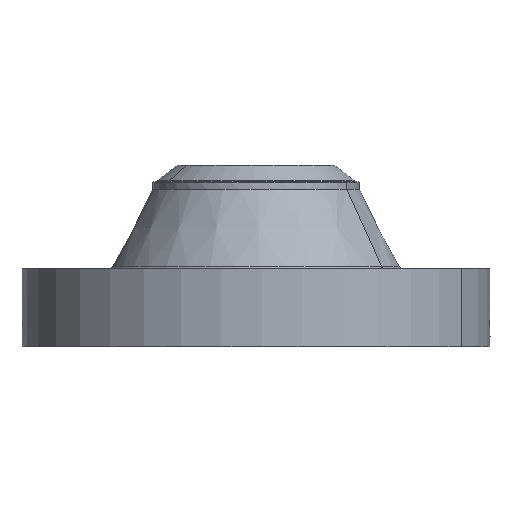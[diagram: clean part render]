
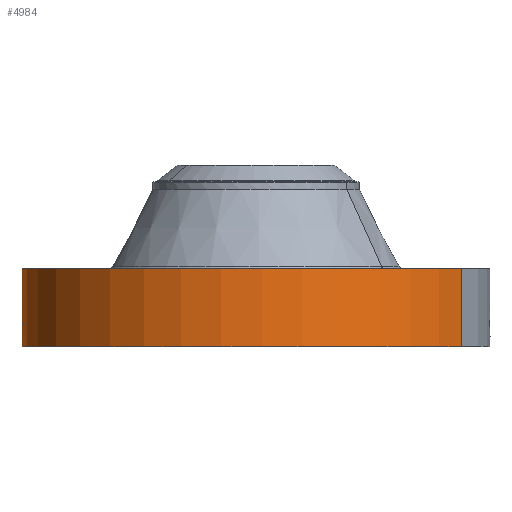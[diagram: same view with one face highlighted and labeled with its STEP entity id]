
A CAD part, left-side view. The second image highlights one B-rep face of the part: STEP entity #4984.
In plain terms, the highlighted cylindrical face has radius 190.5 mm (diameter 381 mm), a partial arc.
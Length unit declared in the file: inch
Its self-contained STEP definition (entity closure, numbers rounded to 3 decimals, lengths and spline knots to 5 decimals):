
#3849=AXIS2_PLACEMENT_3D('Circle Axis2P3D',#3847,#3848,$) ;
#4339=AXIS2_PLACEMENT_3D('Circle Axis2P3D',#4337,#4338,$) ;
#4879=AXIS2_PLACEMENT_3D('Cylinder Axis2P3D',#4876,#4877,#4878) ;
#3847=CARTESIAN_POINT('Axis2P3D Location',(0.,0.,0.)) ;
#3851=CARTESIAN_POINT('Vertex',(-3.59569,-6.58187,0.)) ;
#3853=CARTESIAN_POINT('Vertex',(3.59569,6.58187,0.)) ;
#4332=CARTESIAN_POINT('Vertex',(3.59569,6.58187,2.502)) ;
#4334=CARTESIAN_POINT('Vertex',(-3.59569,-6.58187,2.502)) ;
#4337=CARTESIAN_POINT('Axis2P3D Location',(0.,0.,2.502)) ;
#4876=CARTESIAN_POINT('Axis2P3D Location',(0.,0.,2.906)) ;
#4881=CARTESIAN_POINT('Line Origine',(-3.59569,-6.58187,1.251)) ;
#4886=CARTESIAN_POINT('Line Origine',(3.59569,6.58187,1.251)) ;
#4898=CARTESIAN_POINT('Control Point',(-0.05941,7.49976,1.09909)) ;
#4899=CARTESIAN_POINT('Control Point',(-0.04003,7.49992,1.1024)) ;
#4900=CARTESIAN_POINT('Control Point',(-0.02038,7.5,1.10408)) ;
#4901=CARTESIAN_POINT('Control Point',(-0.00072,7.5,1.10412)) ;
#4902=CARTESIAN_POINT('Vertex',(-0.0594,7.49977,1.0991)) ;
#4904=CARTESIAN_POINT('Vertex',(-0.00072,7.5,1.10412)) ;
#4908=CARTESIAN_POINT('Control Point',(-0.05939,7.49976,1.09909)) ;
#4909=CARTESIAN_POINT('Control Point',(-0.09831,7.49946,1.09409)) ;
#4910=CARTESIAN_POINT('Control Point',(-0.13642,7.49884,1.082)) ;
#4911=CARTESIAN_POINT('Control Point',(-0.17138,7.49804,1.06375)) ;
#4912=CARTESIAN_POINT('Vertex',(-0.17138,7.49804,1.06375)) ;
#4916=CARTESIAN_POINT('Control Point',(-0.02999,7.49994,0.34111)) ;
#4917=CARTESIAN_POINT('Control Point',(-0.08598,7.49972,0.34825)) ;
#4918=CARTESIAN_POINT('Control Point',(-0.14035,7.49898,0.36587)) ;
#4919=CARTESIAN_POINT('Control Point',(-0.19034,7.49779,0.39344)) ;
#4920=CARTESIAN_POINT('Control Point',(-0.2796,7.49502,0.46639)) ;
#4921=CARTESIAN_POINT('Control Point',(-0.33704,7.49249,0.56453)) ;
#4922=CARTESIAN_POINT('Control Point',(-0.35684,7.49151,0.61913)) ;
#4923=CARTESIAN_POINT('Control Point',(-0.37232,7.49075,0.70843)) ;
#4924=CARTESIAN_POINT('Control Point',(-0.363,7.49121,0.79692)) ;
#4925=CARTESIAN_POINT('Control Point',(-0.35625,7.49154,0.82886)) ;
#4926=CARTESIAN_POINT('Control Point',(-0.33118,7.49273,0.90639)) ;
#4927=CARTESIAN_POINT('Control Point',(-0.28659,7.4946,0.97493)) ;
#4928=CARTESIAN_POINT('Control Point',(-0.25324,7.49586,1.01136)) ;
#4929=CARTESIAN_POINT('Control Point',(-0.21425,7.49706,1.04137)) ;
#4930=CARTESIAN_POINT('Control Point',(-0.17138,7.49804,1.06375)) ;
#4931=CARTESIAN_POINT('Vertex',(-0.02999,7.49994,0.34111)) ;
#4935=CARTESIAN_POINT('Control Point',(-0.02999,7.49994,0.34111)) ;
#4936=CARTESIAN_POINT('Control Point',(-0.01999,7.49998,0.34086)) ;
#4937=CARTESIAN_POINT('Control Point',(-0.00998,7.5,0.34095)) ;
#4938=CARTESIAN_POINT('Control Point',(0.,7.5,0.34137)) ;
#4939=CARTESIAN_POINT('Vertex',(0.,7.5,0.34137)) ;
#4943=CARTESIAN_POINT('Control Point',(0.19354,7.4975,0.39573)) ;
#4944=CARTESIAN_POINT('Control Point',(0.14936,7.49864,0.37106)) ;
#4945=CARTESIAN_POINT('Control Point',(0.10119,7.49954,0.35344)) ;
#4946=CARTESIAN_POINT('Control Point',(0.05083,7.5,0.34353)) ;
#4947=CARTESIAN_POINT('Control Point',(0.,7.5,0.34137)) ;
#4948=CARTESIAN_POINT('Vertex',(0.19354,7.4975,0.39573)) ;
#4952=CARTESIAN_POINT('Control Point',(0.19354,7.4975,0.39573)) ;
#4953=CARTESIAN_POINT('Control Point',(0.22275,7.49675,0.41204)) ;
#4954=CARTESIAN_POINT('Control Point',(0.25033,7.49589,0.43124)) ;
#4955=CARTESIAN_POINT('Control Point',(0.27587,7.49498,0.45317)) ;
#4956=CARTESIAN_POINT('Control Point',(0.34319,7.49231,0.52437)) ;
#4957=CARTESIAN_POINT('Control Point',(0.38653,7.49008,0.61377)) ;
#4958=CARTESIAN_POINT('Control Point',(0.40202,7.4892,0.67798)) ;
#4959=CARTESIAN_POINT('Control Point',(0.40344,7.48917,0.79213)) ;
#4960=CARTESIAN_POINT('Control Point',(0.36375,7.49121,0.8968)) ;
#4961=CARTESIAN_POINT('Control Point',(0.33967,7.49238,0.93823)) ;
#4962=CARTESIAN_POINT('Control Point',(0.27052,7.49538,1.02298)) ;
#4963=CARTESIAN_POINT('Control Point',(0.17702,7.49821,1.07827)) ;
#4964=CARTESIAN_POINT('Control Point',(0.11905,7.49942,1.09847)) ;
#4965=CARTESIAN_POINT('Control Point',(0.05907,7.5,1.10705)) ;
#4966=CARTESIAN_POINT('Control Point',(-0.00003,7.5,1.10415)) ;
#4967=CARTESIAN_POINT('Vertex',(-0.00003,7.5,1.10415)) ;
#4971=CARTESIAN_POINT('Control Point',(-0.00072,7.5,1.10412)) ;
#4972=CARTESIAN_POINT('Control Point',(-0.00037,7.5,1.10414)) ;
#4973=CARTESIAN_POINT('Control Point',(-0.00003,7.5,1.10415)) ;
#3848=DIRECTION('Axis2P3D Direction',(0.,0.,-0.039)) ;
#4338=DIRECTION('Axis2P3D Direction',(0.,0.,-0.039)) ;
#4877=DIRECTION('Axis2P3D Direction',(0.,0.,-0.039)) ;
#4878=DIRECTION('Axis2P3D XDirection',(0.019,0.035,0.)) ;
#4882=DIRECTION('Vector Direction',(0.,0.,-0.039)) ;
#4887=DIRECTION('Vector Direction',(0.,0.,-0.039)) ;
#4883=VECTOR('Line Direction',#4882,0.03937) ;
#4888=VECTOR('Line Direction',#4887,0.03937) ;
#4892=ORIENTED_EDGE('',*,*,#3855,.F.) ;
#4893=ORIENTED_EDGE('',*,*,#4885,.T.) ;
#4894=ORIENTED_EDGE('',*,*,#4341,.T.) ;
#4895=ORIENTED_EDGE('',*,*,#4890,.F.) ;
#4976=ORIENTED_EDGE('',*,*,#4906,.F.) ;
#4977=ORIENTED_EDGE('',*,*,#4914,.T.) ;
#4978=ORIENTED_EDGE('',*,*,#4933,.F.) ;
#4979=ORIENTED_EDGE('',*,*,#4941,.T.) ;
#4980=ORIENTED_EDGE('',*,*,#4950,.F.) ;
#4981=ORIENTED_EDGE('',*,*,#4969,.T.) ;
#4982=ORIENTED_EDGE('',*,*,#4974,.F.) ;
#4983=FACE_BOUND('',#4975,.T.) ;
#4984=ADVANCED_FACE('PartBody',(#4896,#4983),#4880,.T.) ;
#4897=B_SPLINE_CURVE_WITH_KNOTS('',3,(#4898,#4899,#4900,#4901),.UNSPECIFIED.,.F.,.U.,(4,4),(4.34045,6.52146),.UNSPECIFIED.) ;
#4907=B_SPLINE_CURVE_WITH_KNOTS('',3,(#4908,#4909,#4910,#4911),.UNSPECIFIED.,.F.,.U.,(4,4),(0.,4.4082),.UNSPECIFIED.) ;
#4915=B_SPLINE_CURVE_WITH_KNOTS('',5,(#4916,#4917,#4918,#4919,#4920,#4921,#4922,#4923,#4924,#4925,#4926,#4927,#4928,#4929,#4930),.UNSPECIFIED.,.F.,.U.,(6,3,3,3,6),(0.,9.80825,20.12867,26.11715,35.12658),.UNSPECIFIED.) ;
#4934=B_SPLINE_CURVE_WITH_KNOTS('',3,(#4935,#4936,#4937,#4938),.UNSPECIFIED.,.F.,.U.,(4,4),(0.,1.04343),.UNSPECIFIED.) ;
#4942=B_SPLINE_CURVE_WITH_KNOTS('',4,(#4943,#4944,#4945,#4946,#4947),.UNSPECIFIED.,.F.,.U.,(5,5),(0.,7.08328),.UNSPECIFIED.) ;
#4951=B_SPLINE_CURVE_WITH_KNOTS('',5,(#4952,#4953,#4954,#4955,#4956,#4957,#4958,#4959,#4960,#4961,#4962,#4963,#4964,#4965,#4966),.UNSPECIFIED.,.F.,.U.,(6,3,3,3,6),(0.,5.85318,17.06506,25.48671,36.53328),.UNSPECIFIED.) ;
#4970=B_SPLINE_CURVE_WITH_KNOTS('',2,(#4971,#4972,#4973),.UNSPECIFIED.,.F.,.U.,(3,3),(1.05656,1.08237),.UNSPECIFIED.) ;
#3850=CIRCLE('generated circle',#3849,7.5) ;
#4340=CIRCLE('generated circle',#4339,7.5) ;
#4880=CYLINDRICAL_SURFACE('generated cylinder',#4879,7.5) ;
#3855=EDGE_CURVE('',#3852,#3854,#3850,.T.) ;
#4341=EDGE_CURVE('',#4335,#4333,#4340,.T.) ;
#4885=EDGE_CURVE('',#3852,#4335,#4884,.F.) ;
#4890=EDGE_CURVE('',#3854,#4333,#4889,.F.) ;
#4906=EDGE_CURVE('',#4903,#4905,#4897,.T.) ;
#4914=EDGE_CURVE('',#4903,#4913,#4907,.T.) ;
#4933=EDGE_CURVE('',#4932,#4913,#4915,.T.) ;
#4941=EDGE_CURVE('',#4932,#4940,#4934,.T.) ;
#4950=EDGE_CURVE('',#4949,#4940,#4942,.T.) ;
#4969=EDGE_CURVE('',#4949,#4968,#4951,.T.) ;
#4974=EDGE_CURVE('',#4905,#4968,#4970,.T.) ;
#4891=EDGE_LOOP('',(#4892,#4893,#4894,#4895)) ;
#4975=EDGE_LOOP('',(#4976,#4977,#4978,#4979,#4980,#4981,#4982)) ;
#4896=FACE_OUTER_BOUND('',#4891,.T.) ;
#4884=LINE('Line',#4881,#4883) ;
#4889=LINE('Line',#4886,#4888) ;
#3852=VERTEX_POINT('',#3851) ;
#3854=VERTEX_POINT('',#3853) ;
#4333=VERTEX_POINT('',#4332) ;
#4335=VERTEX_POINT('',#4334) ;
#4903=VERTEX_POINT('',#4902) ;
#4905=VERTEX_POINT('',#4904) ;
#4913=VERTEX_POINT('',#4912) ;
#4932=VERTEX_POINT('',#4931) ;
#4940=VERTEX_POINT('',#4939) ;
#4949=VERTEX_POINT('',#4948) ;
#4968=VERTEX_POINT('',#4967) ;
